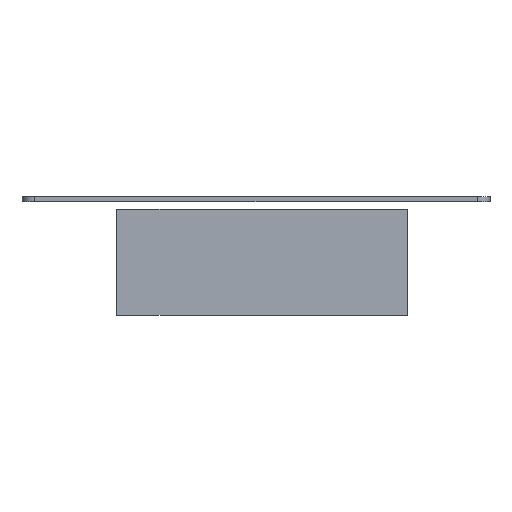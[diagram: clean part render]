
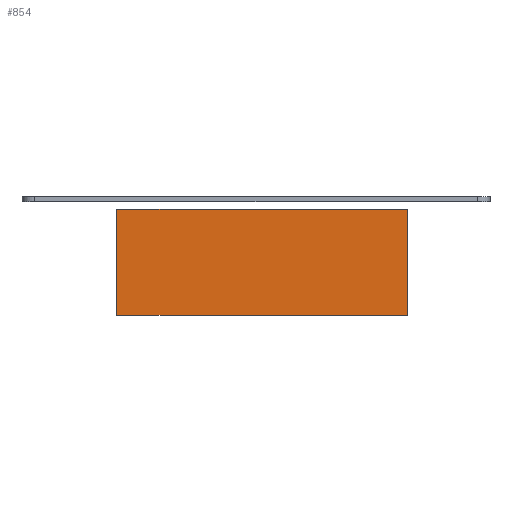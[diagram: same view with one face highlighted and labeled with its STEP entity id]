
A CAD part, front view. The second image highlights one B-rep face of the part: STEP entity #854.
In plain terms, the highlighted planar face has unit normal (0, -1, 0).
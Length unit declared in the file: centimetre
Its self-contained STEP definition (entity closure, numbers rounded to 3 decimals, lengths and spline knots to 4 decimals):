
#65=LINE($,#1416,#117);
#67=LINE($,#1422,#119);
#70=LINE($,#1427,#122);
#71=LINE($,#1428,#123);
#117=VECTOR($,#1186,11.5);
#119=VECTOR($,#1190,11.5);
#122=VECTOR($,#1195,4.2);
#123=VECTOR($,#1196,4.2);
#142=PLANE($,#955);
#250=FACE_OUTER_BOUND($,#358,.T.);
#358=EDGE_LOOP($,(#774,#775,#776,#777));
#482=VERTEX_POINT($,#1409);
#485=VERTEX_POINT($,#1414);
#487=VERTEX_POINT($,#1419);
#488=VERTEX_POINT($,#1421);
#581=EDGE_CURVE($,#485,#482,#65,.T.);
#583=EDGE_CURVE($,#487,#488,#67,.T.);
#586=EDGE_CURVE($,#485,#488,#70,.T.);
#587=EDGE_CURVE($,#482,#487,#71,.T.);
#774=ORIENTED_EDGE($,*,*,#586,.T.);
#775=ORIENTED_EDGE($,*,*,#583,.F.);
#776=ORIENTED_EDGE($,*,*,#587,.F.);
#777=ORIENTED_EDGE($,*,*,#581,.F.);
#854=ADVANCED_FACE($,(#250),#142,.F.);
#955=AXIS2_PLACEMENT_3D($,#1426,#1193,#1194);
#1186=DIRECTION($,(1.,0.,0.));
#1190=DIRECTION($,(-1.,0.,0.));
#1193=DIRECTION('center_axis',(0.,1.,0.));
#1194=DIRECTION('ref_axis',(0.,0.,1.));
#1195=DIRECTION($,(0.,0.,-1.));
#1196=DIRECTION($,(0.,0.,-1.));
#1409=CARTESIAN_POINT('',(-3.25,23.85,-0.3));
#1414=CARTESIAN_POINT('',(-14.75,23.85,-0.3));
#1416=CARTESIAN_POINT($,(-9.,23.85,-0.3));
#1419=CARTESIAN_POINT('',(-3.25,23.85,-4.5));
#1421=CARTESIAN_POINT('',(-14.75,23.85,-4.5));
#1422=CARTESIAN_POINT($,(-9.,23.85,-4.5));
#1426=CARTESIAN_POINT('Origin',(-9.,23.85,-2.4));
#1427=CARTESIAN_POINT($,(-14.75,23.85,-2.4));
#1428=CARTESIAN_POINT($,(-3.25,23.85,-2.4));
